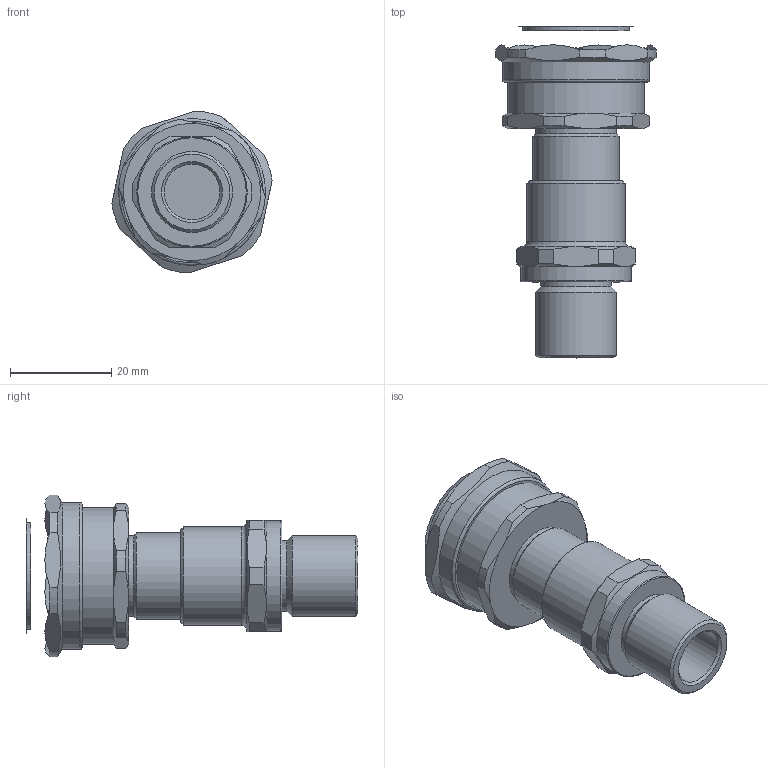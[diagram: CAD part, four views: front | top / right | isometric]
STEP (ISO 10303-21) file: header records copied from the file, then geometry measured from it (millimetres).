
FILE_DESCRIPTION(/* description */ ('','CAx-IF Rec.Pracs.---Representation and Presentation of Product Manufacturing Information (PMI)---4.0---2014-10-13'),/* implementation_level */ '2;1');
FILE_NAME(/* name */ 'ЗЭТАРУС ВКВ2МР-M16-9-МР15.stp',/* time_stamp */ '2022-11-15T08:22:41+07:00',/* author */ ('zeta-09'),/* organization */ (''),/* preprocessor_version */ 'ST-DEVELOPER v18.1',/* originating_system */ 'Autodesk Inventor 2021',/* authorisation */ '');
FILE_SCHEMA (('AP242_MANAGED_MODEL_BASED_3D_ENGINEERING_MIM_LF { 1 0 10303 442 1 1 4 }'));
Length unit declared in the file: millimetre
Products named in the file (1): Деталь8
Bounding box: 31.66 x 65.5 x 31.97 mm (x, y, z)
Volume: 22803.6 mm3; surface area: 7084.4 mm2
Topology: 1 solids, 3 shells, 81 faces, 196 edges, 126 vertices
Faces by surface type: plane 35, cylinder 22, cone 21, torus 3
Full cylindrical faces by diameter (mm): 11 x1, 14 x1, 16 x2, 17 x1, 19.4 x1, 21 x1, 21.8 x1, 27 x1, 29 x1
Entity records: 2539 total; most frequent: CARTESIAN_POINT 545, DIRECTION 397, ORIENTED_EDGE 390, EDGE_CURVE 196, AXIS2_PLACEMENT_3D 168, VERTEX_POINT 126, EDGE_LOOP 88, STYLED_ITEM 81
